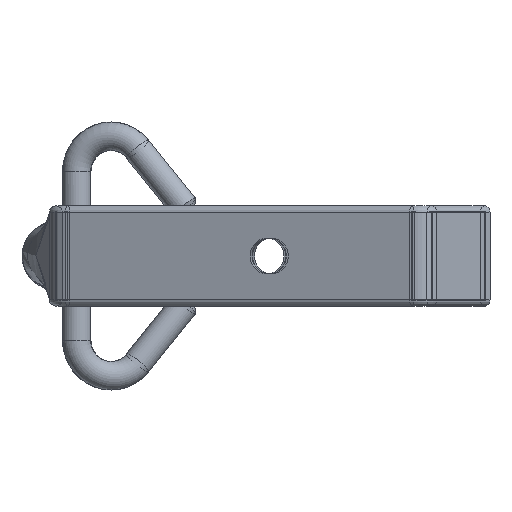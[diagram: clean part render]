
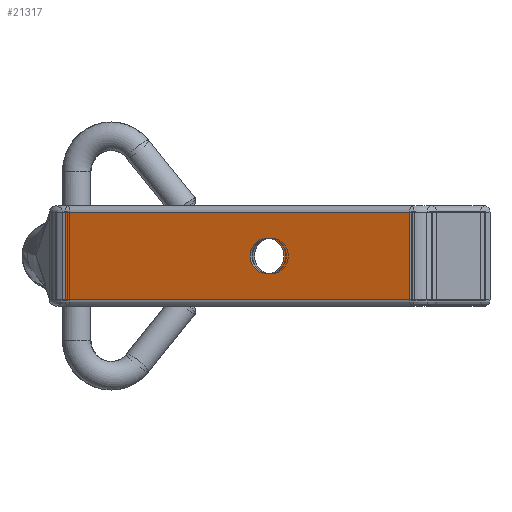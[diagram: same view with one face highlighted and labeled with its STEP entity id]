
A CAD part, front view. The second image highlights one B-rep face of the part: STEP entity #21317.
In plain terms, the highlighted planar face has unit normal (-0.342, -0.94, 0).
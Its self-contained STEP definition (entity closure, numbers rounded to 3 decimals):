
#10 = ORIENTED_EDGE ( 'NONE', *, *, #1901, .F. ) ;
#60 = CARTESIAN_POINT ( 'NONE',  ( 98.991, -126.645, -12.2 ) ) ;
#185 = ORIENTED_EDGE ( 'NONE', *, *, #7162, .F. ) ;
#318 = AXIS2_PLACEMENT_3D ( 'NONE', #14221, #26482, #15912 ) ;
#1286 = DIRECTION ( 'NONE',  ( 0.94, -0.342, 0. ) ) ;
#1830 = VERTEX_POINT ( 'NONE', #7499 ) ;
#1901 = EDGE_CURVE ( 'NONE', #25994, #5910, #14104, .T. ) ;
#2656 = VERTEX_POINT ( 'NONE', #7246 ) ;
#2899 = ORIENTED_EDGE ( 'NONE', *, *, #12128, .T. ) ;
#3110 = DIRECTION ( 'NONE',  ( -0.342, -0.94, 0. ) ) ;
#4337 = EDGE_CURVE ( 'NONE', #2656, #12844, #26509, .T. ) ;
#4590 = CARTESIAN_POINT ( 'NONE',  ( 98.991, -126.645, 12.2 ) ) ;
#5278 = DIRECTION ( 'NONE',  ( 0., 0., -1. ) ) ;
#5640 = DIRECTION ( 'NONE',  ( 0.94, -0.342, 0. ) ) ;
#5845 = DIRECTION ( 'NONE',  ( 0.94, -0.342, 0. ) ) ;
#5849 = CARTESIAN_POINT ( 'NONE',  ( 98.991, -126.645, 12.2 ) ) ;
#5910 = VERTEX_POINT ( 'NONE', #60 ) ;
#6277 = VECTOR ( 'NONE', #5278, 1000. ) ;
#6860 = VECTOR ( 'NONE', #18000, 1000. ) ;
#7162 = EDGE_CURVE ( 'NONE', #12844, #2656, #19605, .T. ) ;
#7186 = LINE ( 'NONE', #24191, #6860 ) ;
#7246 = CARTESIAN_POINT ( 'NONE',  ( 54.357, -110.4, 0. ) ) ;
#7499 = CARTESIAN_POINT ( 'NONE',  ( 2.674, -91.589, 12.2 ) ) ;
#7939 = EDGE_CURVE ( 'NONE', #1830, #13142, #7186, .T. ) ;
#9358 = ORIENTED_EDGE ( 'NONE', *, *, #7939, .T. ) ;
#9478 = FACE_OUTER_BOUND ( 'NONE', #12268, .T. ) ;
#9879 = PLANE ( 'NONE',  #318 ) ;
#10680 = EDGE_CURVE ( 'NONE', #1830, #25994, #15670, .T. ) ;
#11243 = AXIS2_PLACEMENT_3D ( 'NONE', #18456, #16184, #5845 ) ;
#11739 = VECTOR ( 'NONE', #5640, 1000. ) ;
#12128 = EDGE_CURVE ( 'NONE', #13142, #5910, #19548, .T. ) ;
#12268 = EDGE_LOOP ( 'NONE', ( #9358, #2899, #10, #17162 ) ) ;
#12640 = ORIENTED_EDGE ( 'NONE', *, *, #4337, .F. ) ;
#12844 = VERTEX_POINT ( 'NONE', #14883 ) ;
#13142 = VERTEX_POINT ( 'NONE', #16539 ) ;
#13935 = CARTESIAN_POINT ( 'NONE',  ( 2.674, -91.589, -12.2 ) ) ;
#14104 = LINE ( 'NONE', #5849, #6277 ) ;
#14221 = CARTESIAN_POINT ( 'NONE',  ( 2.674, -91.589, 12.2 ) ) ;
#14883 = CARTESIAN_POINT ( 'NONE',  ( 63.754, -113.82, 0. ) ) ;
#15670 = LINE ( 'NONE', #19441, #19900 ) ;
#15912 = DIRECTION ( 'NONE',  ( 0.94, -0.342, 0. ) ) ;
#16184 = DIRECTION ( 'NONE',  ( -0.342, -0.94, 0. ) ) ;
#16539 = CARTESIAN_POINT ( 'NONE',  ( 2.674, -91.589, -12.2 ) ) ;
#17162 = ORIENTED_EDGE ( 'NONE', *, *, #10680, .F. ) ;
#18000 = DIRECTION ( 'NONE',  ( 0., 0., -1. ) ) ;
#18456 = CARTESIAN_POINT ( 'NONE',  ( 59.056, -112.11, 0. ) ) ;
#18845 = AXIS2_PLACEMENT_3D ( 'NONE', #21924, #3110, #1286 ) ;
#19441 = CARTESIAN_POINT ( 'NONE',  ( 2.674, -91.589, 12.2 ) ) ;
#19548 = LINE ( 'NONE', #13935, #11739 ) ;
#19605 = CIRCLE ( 'NONE', #11243, 5. ) ;
#19900 = VECTOR ( 'NONE', #25722, 1000. ) ;
#21317 = ADVANCED_FACE ( 'NONE', ( #26122, #9478 ), #9879, .T. ) ;
#21924 = CARTESIAN_POINT ( 'NONE',  ( 59.056, -112.11, 0. ) ) ;
#24191 = CARTESIAN_POINT ( 'NONE',  ( 2.674, -91.589, 12.2 ) ) ;
#25196 = EDGE_LOOP ( 'NONE', ( #12640, #185 ) ) ;
#25722 = DIRECTION ( 'NONE',  ( 0.94, -0.342, 0. ) ) ;
#25994 = VERTEX_POINT ( 'NONE', #4590 ) ;
#26122 = FACE_BOUND ( 'NONE', #25196, .T. ) ;
#26482 = DIRECTION ( 'NONE',  ( -0.342, -0.94, 0. ) ) ;
#26509 = CIRCLE ( 'NONE', #18845, 5. ) ;
